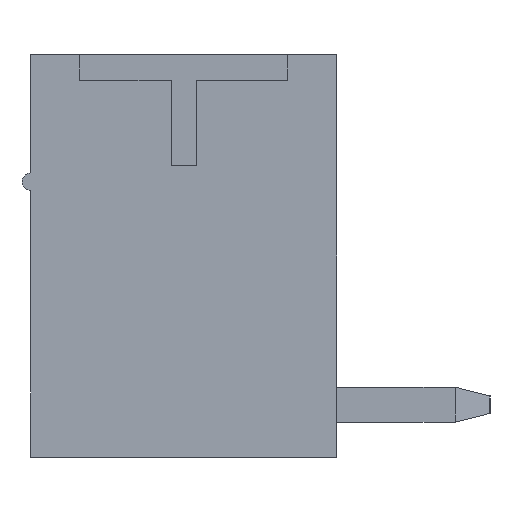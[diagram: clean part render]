
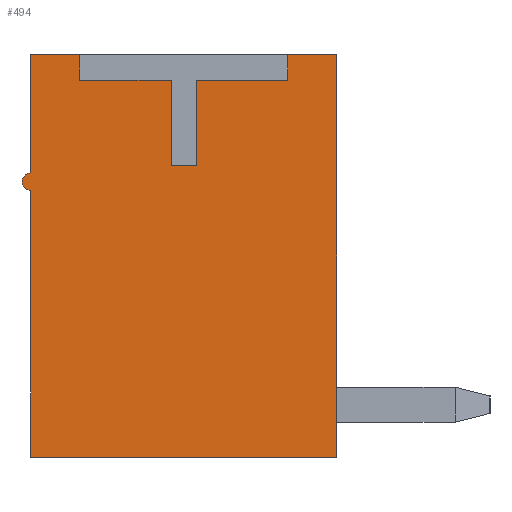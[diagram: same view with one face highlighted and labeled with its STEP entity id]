
A CAD part, left-side view. The second image highlights one B-rep face of the part: STEP entity #494.
In plain terms, the highlighted planar face has unit normal (-1, 0, 0).
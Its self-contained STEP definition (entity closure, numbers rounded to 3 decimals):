
#494 = ADVANCED_FACE( '', ( #1170 ), #1171, .F. );
#1170 = FACE_OUTER_BOUND( '', #2075, .T. );
#1171 = PLANE( '', #2076 );
#2075 = EDGE_LOOP( '', ( #3278, #3279, #3280, #3281, #3282, #3283, #3284, #3285, #3286, #3287, #3288, #3289, #3290, #3291 ) );
#2076 = AXIS2_PLACEMENT_3D( '', #3292, #3293, #3294 );
#3278 = ORIENTED_EDGE( '', *, *, #5845, .F. );
#3279 = ORIENTED_EDGE( '', *, *, #5846, .T. );
#3280 = ORIENTED_EDGE( '', *, *, #5847, .T. );
#3281 = ORIENTED_EDGE( '', *, *, #5848, .T. );
#3282 = ORIENTED_EDGE( '', *, *, #5849, .T. );
#3283 = ORIENTED_EDGE( '', *, *, #5744, .T. );
#3284 = ORIENTED_EDGE( '', *, *, #5850, .T. );
#3285 = ORIENTED_EDGE( '', *, *, #5851, .T. );
#3286 = ORIENTED_EDGE( '', *, *, #5852, .F. );
#3287 = ORIENTED_EDGE( '', *, *, #5853, .T. );
#3288 = ORIENTED_EDGE( '', *, *, #5769, .T. );
#3289 = ORIENTED_EDGE( '', *, *, #5854, .T. );
#3290 = ORIENTED_EDGE( '', *, *, #5855, .F. );
#3291 = ORIENTED_EDGE( '', *, *, #5813, .F. );
#3292 = CARTESIAN_POINT( '', ( -11.05, 0., 0. ) );
#3293 = DIRECTION( '', ( 1., 0., 0. ) );
#3294 = DIRECTION( '', ( 0., 0., -1. ) );
#5744 = EDGE_CURVE( '', #6968, #6969, #6970, .T. );
#5769 = EDGE_CURVE( '', #7011, #7009, #7012, .F. );
#5813 = EDGE_CURVE( '', #7088, #7090, #7091, .T. );
#5845 = EDGE_CURVE( '', #7143, #7088, #7144, .T. );
#5846 = EDGE_CURVE( '', #7143, #7145, #7146, .T. );
#5847 = EDGE_CURVE( '', #7145, #7147, #7148, .T. );
#5848 = EDGE_CURVE( '', #7147, #7149, #7150, .T. );
#5849 = EDGE_CURVE( '', #7149, #6968, #7151, .T. );
#5850 = EDGE_CURVE( '', #6969, #7152, #7153, .T. );
#5851 = EDGE_CURVE( '', #7152, #7154, #7155, .T. );
#5852 = EDGE_CURVE( '', #7156, #7154, #7157, .T. );
#5853 = EDGE_CURVE( '', #7156, #7011, #7158, .T. );
#5854 = EDGE_CURVE( '', #7009, #7159, #7160, .T. );
#5855 = EDGE_CURVE( '', #7090, #7159, #7161, .T. );
#6968 = VERTEX_POINT( '', #8724 );
#6969 = VERTEX_POINT( '', #8725 );
#6970 = LINE( '', #8726, #8727 );
#7009 = VERTEX_POINT( '', #8783 );
#7011 = VERTEX_POINT( '', #8786 );
#7012 = CIRCLE( '', #8787, 0.2 );
#7088 = VERTEX_POINT( '', #8902 );
#7090 = VERTEX_POINT( '', #8905 );
#7091 = LINE( '', #8906, #8907 );
#7143 = VERTEX_POINT( '', #8982 );
#7144 = LINE( '', #8983, #8984 );
#7145 = VERTEX_POINT( '', #8985 );
#7146 = LINE( '', #8986, #8987 );
#7147 = VERTEX_POINT( '', #8988 );
#7148 = LINE( '', #8989, #8990 );
#7149 = VERTEX_POINT( '', #8991 );
#7150 = LINE( '', #8992, #8993 );
#7151 = LINE( '', #8994, #8995 );
#7152 = VERTEX_POINT( '', #8996 );
#7153 = LINE( '', #8997, #8998 );
#7154 = VERTEX_POINT( '', #8999 );
#7155 = LINE( '', #9000, #9001 );
#7156 = VERTEX_POINT( '', #9002 );
#7157 = LINE( '', #9003, #9004 );
#7158 = LINE( '', #9005, #9006 );
#7159 = VERTEX_POINT( '', #9007 );
#7160 = LINE( '', #9008, #9009 );
#7161 = LINE( '', #9010, #9011 );
#8724 = CARTESIAN_POINT( '', ( -11.05, 0.19, 2.06 ) );
#8725 = CARTESIAN_POINT( '', ( -11.05, 0.19, 4.02 ) );
#8726 = CARTESIAN_POINT( '', ( -11.05, 0.19, 2.06 ) );
#8727 = VECTOR( '', #10776, 1000. );
#8783 = CARTESIAN_POINT( '', ( -11.05, 3.4, 1.5 ) );
#8786 = CARTESIAN_POINT( '', ( -11.05, 3.4, 1.9 ) );
#8787 = AXIS2_PLACEMENT_3D( '', #10798, #10799, #10800 );
#8902 = CARTESIAN_POINT( '', ( -11.05, -3.6, 4.6 ) );
#8905 = CARTESIAN_POINT( '', ( -11.05, -3.6, -4.6 ) );
#8906 = CARTESIAN_POINT( '', ( -11.05, -3.6, 4.6 ) );
#8907 = VECTOR( '', #10841, 1000. );
#8982 = CARTESIAN_POINT( '', ( -11.05, -2.48, 4.6 ) );
#8983 = CARTESIAN_POINT( '', ( -11.05, 3.6, 4.6 ) );
#8984 = VECTOR( '', #10871, 1000. );
#8985 = CARTESIAN_POINT( '', ( -11.05, -2.48, 4.02 ) );
#8986 = CARTESIAN_POINT( '', ( -11.05, -2.48, 4.6 ) );
#8987 = VECTOR( '', #10872, 1000. );
#8988 = CARTESIAN_POINT( '', ( -11.05, -0.39, 4.02 ) );
#8989 = CARTESIAN_POINT( '', ( -11.05, -2.48, 4.02 ) );
#8990 = VECTOR( '', #10873, 1000. );
#8991 = CARTESIAN_POINT( '', ( -11.05, -0.39, 2.06 ) );
#8992 = CARTESIAN_POINT( '', ( -11.05, -0.39, 4.02 ) );
#8993 = VECTOR( '', #10874, 1000. );
#8994 = CARTESIAN_POINT( '', ( -11.05, -0.39, 2.06 ) );
#8995 = VECTOR( '', #10875, 1000. );
#8996 = CARTESIAN_POINT( '', ( -11.05, 2.28, 4.02 ) );
#8997 = CARTESIAN_POINT( '', ( -11.05, 0.19, 4.02 ) );
#8998 = VECTOR( '', #10876, 1000. );
#8999 = CARTESIAN_POINT( '', ( -11.05, 2.28, 4.6 ) );
#9000 = CARTESIAN_POINT( '', ( -11.05, 2.28, 4.02 ) );
#9001 = VECTOR( '', #10877, 1000. );
#9002 = CARTESIAN_POINT( '', ( -11.05, 3.4, 4.6 ) );
#9003 = CARTESIAN_POINT( '', ( -11.05, 3.6, 4.6 ) );
#9004 = VECTOR( '', #10878, 1000. );
#9005 = CARTESIAN_POINT( '', ( -11.05, 3.4, 0. ) );
#9006 = VECTOR( '', #10879, 1000. );
#9007 = CARTESIAN_POINT( '', ( -11.05, 3.4, -4.6 ) );
#9008 = CARTESIAN_POINT( '', ( -11.05, 3.4, 0. ) );
#9009 = VECTOR( '', #10880, 1000. );
#9010 = CARTESIAN_POINT( '', ( -11.05, -3.6, -4.6 ) );
#9011 = VECTOR( '', #10881, 1000. );
#10776 = DIRECTION( '', ( 0., 0., 1. ) );
#10798 = CARTESIAN_POINT( '', ( -11.05, 3.4, 1.7 ) );
#10799 = DIRECTION( '', ( 1., 0., 0. ) );
#10800 = DIRECTION( '', ( 0., 0., -1. ) );
#10841 = DIRECTION( '', ( 0., 0., -1. ) );
#10871 = DIRECTION( '', ( 0., -1., 0. ) );
#10872 = DIRECTION( '', ( 0., 0., -1. ) );
#10873 = DIRECTION( '', ( 0., 1., 0. ) );
#10874 = DIRECTION( '', ( 0., 0., -1. ) );
#10875 = DIRECTION( '', ( 0., 1., 0. ) );
#10876 = DIRECTION( '', ( 0., 1., 0. ) );
#10877 = DIRECTION( '', ( 0., 0., 1. ) );
#10878 = DIRECTION( '', ( 0., -1., 0. ) );
#10879 = DIRECTION( '', ( 0., 0., -1. ) );
#10880 = DIRECTION( '', ( 0., 0., -1. ) );
#10881 = DIRECTION( '', ( 0., 1., 0. ) );
